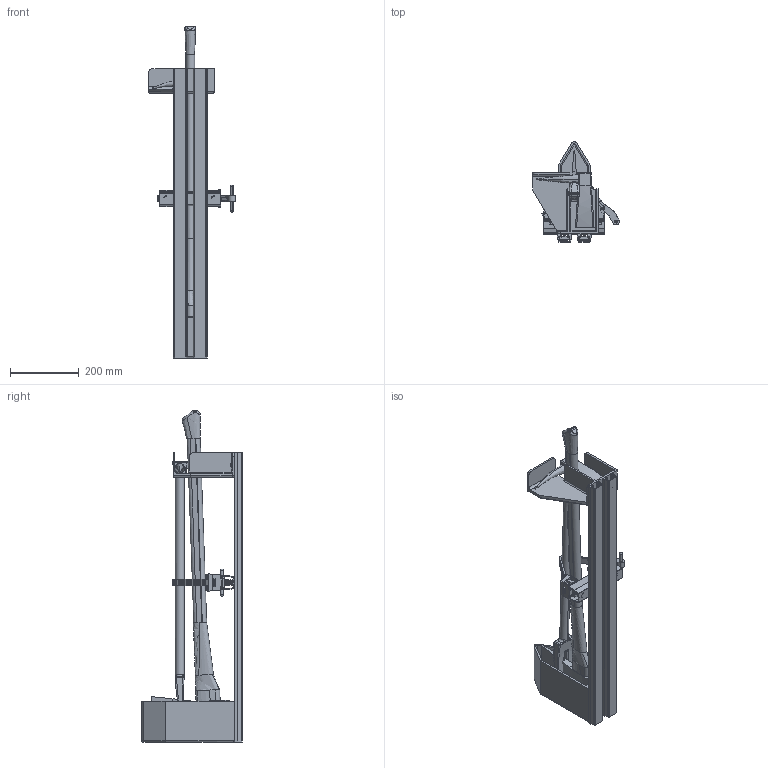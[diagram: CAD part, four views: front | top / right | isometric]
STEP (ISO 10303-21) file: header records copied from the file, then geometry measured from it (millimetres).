
FILE_DESCRIPTION (( 'STEP AP203' ), '1' );
FILE_NAME ('K5003.STEP', '2017-12-18T13:32:24', ( 'admin' ), ( 'Hewlett-Packard Company' ), 'SwSTEP 2.0', 'SolidWorks 2017', '' );
FILE_SCHEMA (( 'CONFIG_CONTROL_DESIGN' ));
Length unit declared in the file: inch
Products named in the file (17): 3000_HFBOLT 0.25-20x1.25x0.75-C; 2003; haliigan; 2008 Y - IN USE  Ironslok; FLAT HEAD AXE(2); 2018_compressed; K5003; 2023_collapsed; 2020-7; 2098_HFBOLT 0.25-20x1.25x0.75-C; 5026; 2019-33_Full Length; 5027; 2023; 2004; 3017_HFBOLT 0.25-20x1.25x0.75-C; 2005
Assembly tree (29 placements, depth 2):
  K5003
    2020-7
    5026
    5027
    2004
    2005
    2003
    2008 Y - IN USE  Ironslok
    2018_compressed  x2
    2023_collapsed  x4
    2098_HFBOLT 0.25-20x1.25x0.75-C  x4
    2019-33_Full Length  x2
    2023  x2
    3017_HFBOLT 0.25-20x1.25x0.75-C  x4
    3000_HFBOLT 0.25-20x1.25x0.75-C  x2
    haliigan
    FLAT HEAD AXE(2)
Bounding box: 251.27 x 290.94 x 962.46 mm (x, y, z)
Volume: 3556673.6 mm3; surface area: 1037926.4 mm2
Topology: 32 solids, 32 shells, 2953 faces, 7732 edges, 4886 vertices
Faces by surface type: plane 936, cylinder 871, cone 724, bspline 238, torus 145, sphere 39
Entity records: 79626 total; most frequent: CARTESIAN_POINT 32215, ORIENTED_EDGE 9722, DIRECTION 9173, EDGE_CURVE 4861, AXIS2_PLACEMENT_3D 3266, VERTEX_POINT 3088, LINE 2641, VECTOR 2641
